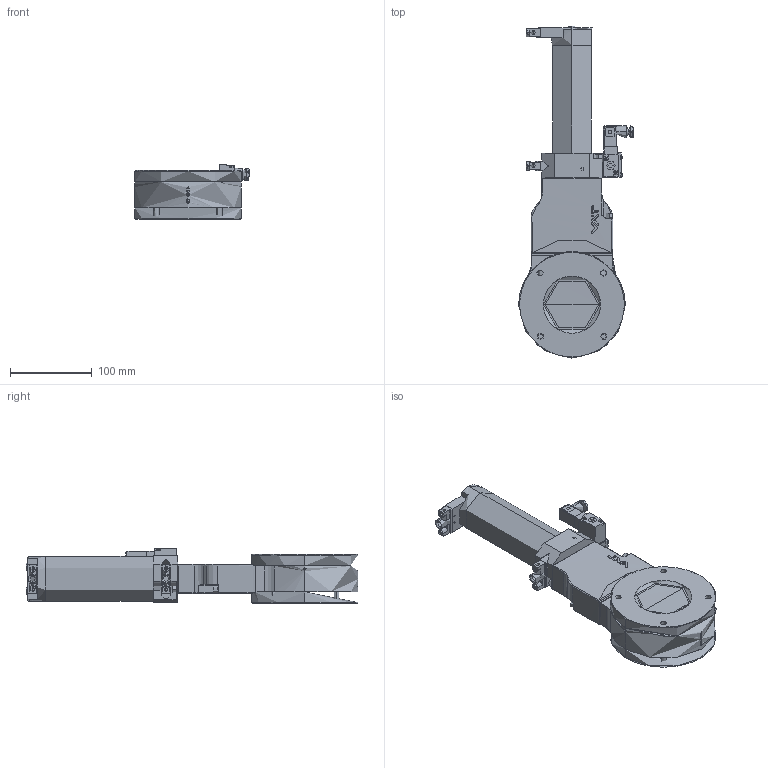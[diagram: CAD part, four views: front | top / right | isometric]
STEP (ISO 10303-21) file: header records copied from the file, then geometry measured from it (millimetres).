
FILE_DESCRIPTION (( 'STEP AP214' ), '1' );
FILE_NAME ('PFE18501.step', '2017-07-10T11:05:38', ( 'install' ), ( '' ), 'SwSTEP 2.0', 'SolidWorks 2015', '' );
FILE_SCHEMA (( 'AUTOMOTIVE_DESIGN' ));
Length unit declared in the file: millimetre
Products named in the file (1): PFE18501
Bounding box: 140.43 x 406.7 x 66.99 mm (x, y, z)
Topology: 0 solids, 70 shells, 787 faces, 2557 edges, 1821 vertices
Faces by surface type: plane 410, cylinder 227, bspline 68, cone 61, torus 21
Entity records: 42970 total; most frequent: CARTESIAN_POINT 19617, ORIENTED_EDGE 4242, DIRECTION 3728, EDGE_CURVE 2538, VERTEX_POINT 1821, LINE 1264, VECTOR 1264, AXIS2_PLACEMENT_3D 1232
